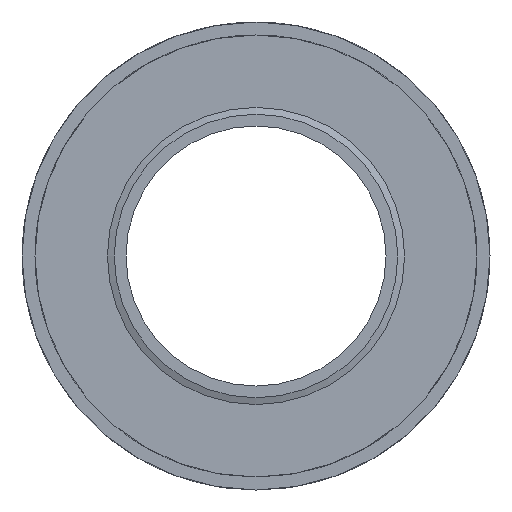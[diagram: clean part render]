
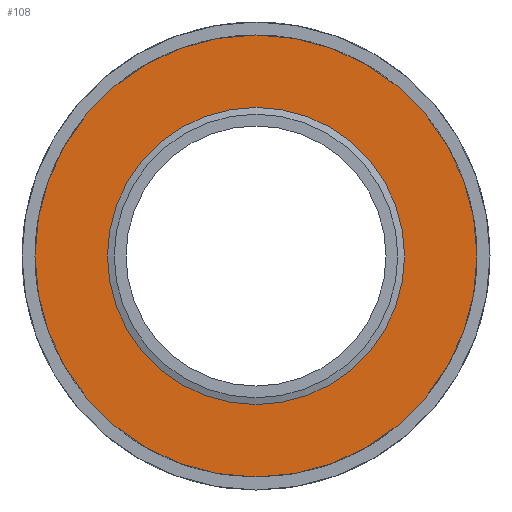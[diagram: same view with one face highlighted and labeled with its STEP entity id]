
A CAD part, left-side view. The second image highlights one B-rep face of the part: STEP entity #108.
In plain terms, the highlighted planar face has unit normal (-1, 0, 0).
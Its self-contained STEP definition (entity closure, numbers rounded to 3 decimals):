
#108 = ADVANCED_FACE( '', ( #196, #197 ), #198, .T. );
#196 = FACE_BOUND( '', #295, .T. );
#197 = FACE_OUTER_BOUND( '', #296, .T. );
#198 = PLANE( '', #297 );
#295 = EDGE_LOOP( '', ( #547 ) );
#296 = EDGE_LOOP( '', ( #548 ) );
#297 = AXIS2_PLACEMENT_3D( '', #549, #550, #551 );
#547 = ORIENTED_EDGE( '', *, *, #691, .T. );
#548 = ORIENTED_EDGE( '', *, *, #663, .F. );
#549 = CARTESIAN_POINT( '', ( -10.5, 29.75, 0. ) );
#550 = DIRECTION( '', ( -1., 0., 0. ) );
#551 = DIRECTION( '', ( 0., 0., 1. ) );
#663 = EDGE_CURVE( '', #793, #793, #794, .T. );
#691 = EDGE_CURVE( '', #837, #837, #838, .T. );
#793 = VERTEX_POINT( '', #1252 );
#794 = CIRCLE( '', #1253, 29.75 );
#837 = VERTEX_POINT( '', #1308 );
#838 = CIRCLE( '', #1309, 20. );
#1252 = CARTESIAN_POINT( '', ( -10.5, 0., -29.75 ) );
#1253 = AXIS2_PLACEMENT_3D( '', #1383, #1384, #1385 );
#1308 = CARTESIAN_POINT( '', ( -10.5, 0., -20. ) );
#1309 = AXIS2_PLACEMENT_3D( '', #1458, #1459, #1460 );
#1383 = CARTESIAN_POINT( '', ( -10.5, 0., 0. ) );
#1384 = DIRECTION( '', ( 1., 0., 0. ) );
#1385 = DIRECTION( '', ( 0., 0., -1. ) );
#1458 = CARTESIAN_POINT( '', ( -10.5, 0., 0. ) );
#1459 = DIRECTION( '', ( 1., 0., 0. ) );
#1460 = DIRECTION( '', ( 0., 0., -1. ) );
